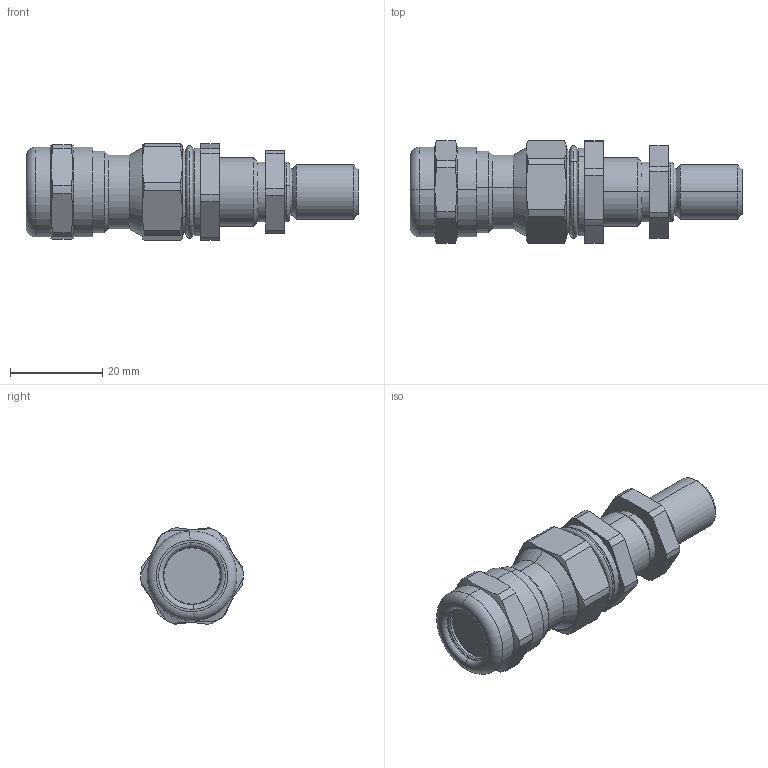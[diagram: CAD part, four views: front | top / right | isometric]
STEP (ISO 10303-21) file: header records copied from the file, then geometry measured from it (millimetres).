
FILE_DESCRIPTION (( 'STEP AP203' ), '1' );
FILE_NAME ('4114129.STEP', '2024-07-18T12:13:43', ( '' ), ( '' ), 'SwSTEP 2.0', 'SolidWorks 2023', '' );
FILE_SCHEMA (( 'CONFIG_CONTROL_DESIGN' ));
Length unit declared in the file: millimetre
Products named in the file (11): D9005500indJ; D9201095-D17; D9905100; D9209150-d10; D9004500indJ; D1304501; 4114129; D1305501; D9905000; D9905312; D9905200indB
Assembly tree (10 placements, depth 2):
  4114129
    D9905312
    D9209150-d10
    D9005500indJ
    D9004500indJ
    D1304501
    D9905200indB
    D9201095-D17
    D9905100
    D1305501
    D9905000
Bounding box: 72 x 22.19 x 21 mm (x, y, z)
Volume: 10949.5 mm3; surface area: 12270.8 mm2
Topology: 10 solids, 10 shells, 255 faces, 550 edges, 328 vertices
Faces by surface type: cylinder 92, cone 80, plane 57, torus 26
Entity records: 8191 total; most frequent: DIRECTION 1348, CARTESIAN_POINT 1290, ORIENTED_EDGE 1100, AXIS2_PLACEMENT_3D 570, EDGE_CURVE 550, VERTEX_POINT 328, CIRCLE 302, EDGE_LOOP 284
